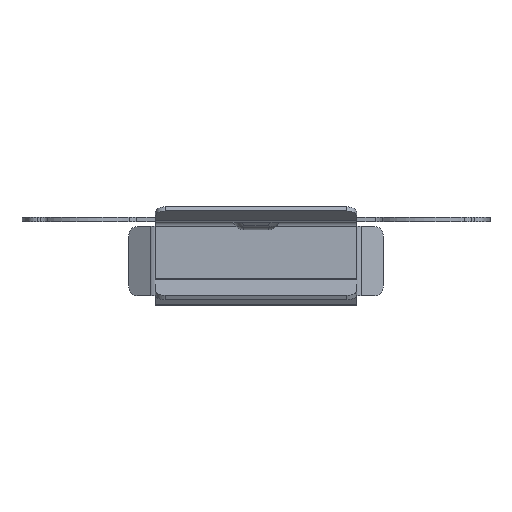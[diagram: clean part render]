
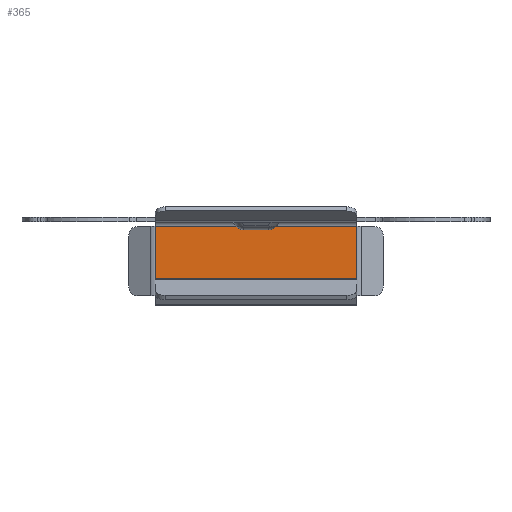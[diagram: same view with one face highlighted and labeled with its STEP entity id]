
A CAD part, front view. The second image highlights one B-rep face of the part: STEP entity #365.
In plain terms, the highlighted planar face has unit normal (0, -1, 0).
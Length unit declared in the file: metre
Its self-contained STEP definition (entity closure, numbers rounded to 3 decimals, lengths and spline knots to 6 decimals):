
#365=ADVANCED_FACE('0:231',(#741),#742,.F.);
#741=FACE_OUTER_BOUND('',#1323,.T.);
#742=PLANE('',#1324);
#1323=EDGE_LOOP('',(#2315,#2316,#2317,#2318));
#1324=AXIS2_PLACEMENT_3D('',#2319,#2320,#2321);
#2315=ORIENTED_EDGE('',*,*,#2860,.T.);
#2316=ORIENTED_EDGE('',*,*,#2752,.T.);
#2317=ORIENTED_EDGE('',*,*,#2838,.F.);
#2318=ORIENTED_EDGE('',*,*,#2760,.F.);
#2319=CARTESIAN_POINT('',(-0.015,0.0,0.0));
#2320=DIRECTION('',(0.0,1.0,0.0));
#2321=DIRECTION('',(0.0,-0.0,1.0));
#2752=EDGE_CURVE('',#3325,#2958,#3326,.T.);
#2760=EDGE_CURVE('',#2931,#3335,#3336,.T.);
#2838=EDGE_CURVE('',#3335,#2958,#3429,.T.);
#2860=EDGE_CURVE('',#2931,#3325,#3454,.T.);
#2931=VERTEX_POINT('',#3536);
#2958=VERTEX_POINT('',#3569);
#3325=VERTEX_POINT('',#4062);
#3326=LINE('',#4063,#4064);
#3335=VERTEX_POINT('',#4077);
#3336=LINE('',#4078,#4079);
#3429=LINE('',#4202,#4203);
#3454=LINE('',#4234,#4235);
#3536=CARTESIAN_POINT('',(-0.015,0.0,-0.005517));
#3569=CARTESIAN_POINT('',(0.0,0.,-0.00035));
#4062=CARTESIAN_POINT('',(0.0,0.0,-0.005517));
#4063=CARTESIAN_POINT('',(0.0,0.0,0.0));
#4064=VECTOR('',#4688,1.0);
#4077=CARTESIAN_POINT('',(-0.015,0.,-0.00035));
#4078=CARTESIAN_POINT('',(-0.015,0.0,0.0));
#4079=VECTOR('',#4696,1.0);
#4202=CARTESIAN_POINT('',(-0.015,0.0,-0.00035));
#4203=VECTOR('',#4786,1.0);
#4234=CARTESIAN_POINT('',(-0.015,0.0,-0.005517));
#4235=VECTOR('',#4805,1.0);
#4688=DIRECTION('',(0.0,0.0,1.0));
#4696=DIRECTION('',(0.0,0.0,1.0));
#4786=DIRECTION('',(1.0,0.0,0.0));
#4805=DIRECTION('',(1.0,0.0,0.0));
